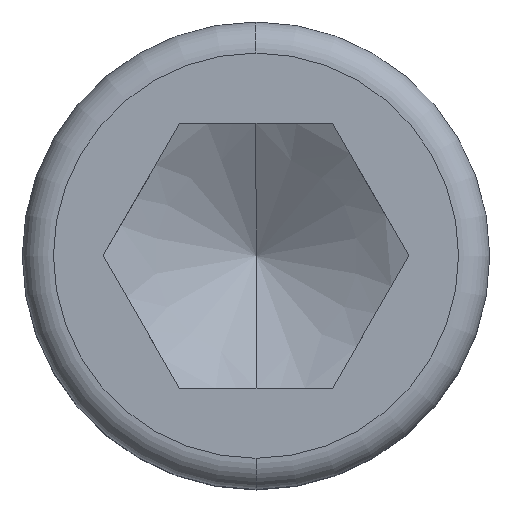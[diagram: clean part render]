
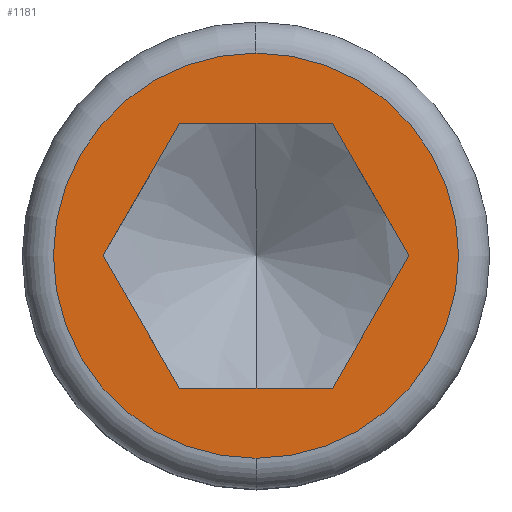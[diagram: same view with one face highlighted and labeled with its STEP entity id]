
A CAD part, top view. The second image highlights one B-rep face of the part: STEP entity #1181.
In plain terms, the highlighted planar face has unit normal (0, 0, 1).
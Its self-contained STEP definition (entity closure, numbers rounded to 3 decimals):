
#1061=VERTEX_POINT('',#3026);
#1181=ADVANCED_FACE('',(#3163,#3164),#3165,.T.);
#1245=EDGE_CURVE('',#2523,#1475,#3237,.T.);
#1271=VERTEX_POINT('',#3265);
#1475=VERTEX_POINT('',#3494);
#1603=EDGE_CURVE('',#1795,#1849,#3645,.T.);
#1605=EDGE_CURVE('',#2401,#1795,#3647,.T.);
#1743=EDGE_CURVE('',#1061,#2487,#3807,.T.);
#1767=EDGE_CURVE('',#1475,#2523,#3834,.T.);
#1795=VERTEX_POINT('',#3864);
#1849=VERTEX_POINT('',#3926);
#2273=EDGE_CURVE('',#1271,#2401,#4402,.T.);
#2401=VERTEX_POINT('',#4551);
#2451=EDGE_CURVE('',#1849,#1061,#4607,.T.);
#2487=VERTEX_POINT('',#4649);
#2523=VERTEX_POINT('',#4689);
#2851=EDGE_CURVE('',#2487,#1271,#5071,.T.);
#3026=CARTESIAN_POINT('',(4.909,-8.502,20.));
#3163=FACE_BOUND('',#5472,.T.);
#3164=FACE_OUTER_BOUND('',#5473,.T.);
#3165=PLANE('',#5474);
#3237=CIRCLE('',#5568,13.0);
#3265=CARTESIAN_POINT('',(-9.818,0.0,20.));
#3494=CARTESIAN_POINT('',(0.,13.0,20.));
#3645=LINE('',#6137,#6138);
#3647=LINE('',#6141,#6142);
#3807=LINE('',#6362,#6363);
#3834=CIRCLE('',#6400,13.0);
#3864=CARTESIAN_POINT('',(4.909,8.502,20.));
#3926=CARTESIAN_POINT('',(9.818,0.,20.));
#4402=LINE('',#7232,#7233);
#4551=CARTESIAN_POINT('',(-4.909,8.502,20.));
#4607=LINE('',#7519,#7520);
#4649=CARTESIAN_POINT('',(-4.909,-8.502,20.));
#4689=CARTESIAN_POINT('',(0.,-13.0,20.));
#5071=LINE('',#8177,#8178);
#5472=EDGE_LOOP('',(#8573,#8574,#8575,#8576,#8577,#8578));
#5473=EDGE_LOOP('',(#8579,#8580));
#5474=AXIS2_PLACEMENT_3D('',#8581,#8582,#8583);
#5568=AXIS2_PLACEMENT_3D('',#8660,#8661,#8662);
#6137=CARTESIAN_POINT('',(8.59,2.126,20.));
#6138=VECTOR('',#9176,1.0);
#6141=CARTESIAN_POINT('',(2.454,8.502,20.));
#6142=VECTOR('',#9177,1.0);
#6362=CARTESIAN_POINT('',(-2.454,-8.502,20.));
#6363=VECTOR('',#9384,1.0);
#6400=AXIS2_PLACEMENT_3D('',#9419,#9420,#9421);
#7232=CARTESIAN_POINT('',(-6.136,6.377,20.));
#7233=VECTOR('',#10056,1.0);
#7519=CARTESIAN_POINT('',(6.136,-6.377,20.));
#7520=VECTOR('',#10295,1.0);
#8177=CARTESIAN_POINT('',(-8.59,-2.126,20.));
#8178=VECTOR('',#10932,1.0);
#8573=ORIENTED_EDGE('',*,*,#2851,.T.);
#8574=ORIENTED_EDGE('',*,*,#2273,.T.);
#8575=ORIENTED_EDGE('',*,*,#1605,.T.);
#8576=ORIENTED_EDGE('',*,*,#1603,.T.);
#8577=ORIENTED_EDGE('',*,*,#2451,.T.);
#8578=ORIENTED_EDGE('',*,*,#1743,.T.);
#8579=ORIENTED_EDGE('',*,*,#1245,.T.);
#8580=ORIENTED_EDGE('',*,*,#1767,.T.);
#8581=CARTESIAN_POINT('',(0.,-12.409,20.));
#8582=DIRECTION('',(0.0,0.0,1.0));
#8583=DIRECTION('',(0.,-1.0,0.0));
#8660=CARTESIAN_POINT('',(0.,0.,20.));
#8661=DIRECTION('',(0.0,0.0,1.0));
#8662=DIRECTION('',(-1.0,0.0,0.0));
#9176=DIRECTION('',(0.5,-0.866,0.0));
#9177=DIRECTION('',(1.0,0.0,0.0));
#9384=DIRECTION('',(-1.0,0.0,0.0));
#9419=CARTESIAN_POINT('',(0.,0.,20.));
#9420=DIRECTION('',(0.0,0.0,1.0));
#9421=DIRECTION('',(-1.0,0.0,0.0));
#10056=DIRECTION('',(0.5,0.866,0.0));
#10295=DIRECTION('',(-0.5,-0.866,0.0));
#10932=DIRECTION('',(-0.5,0.866,0.0));
